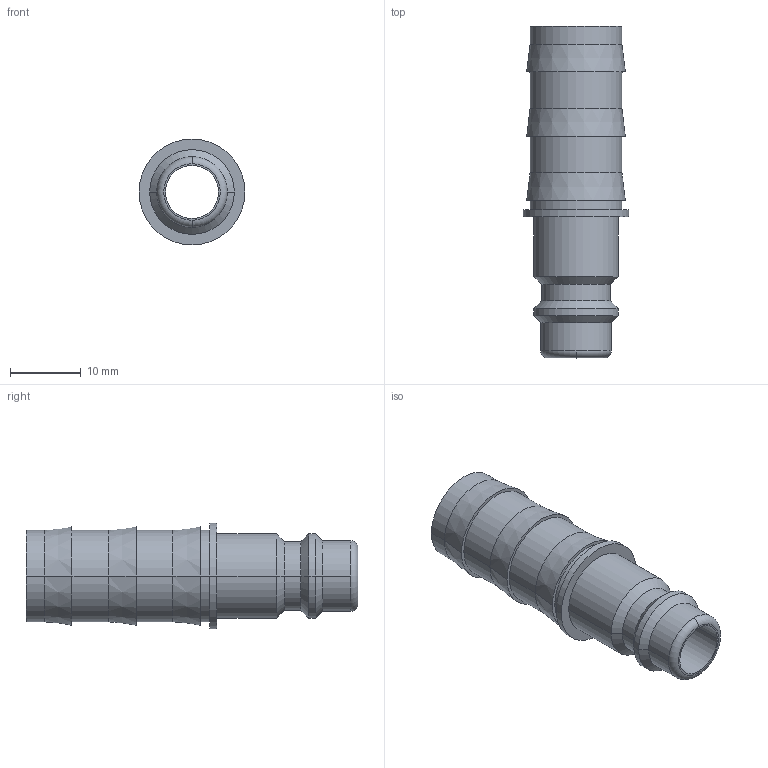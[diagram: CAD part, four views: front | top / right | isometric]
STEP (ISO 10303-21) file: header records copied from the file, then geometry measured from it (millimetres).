
FILE_DESCRIPTION(('STEP AP214'),'1');
FILE_NAME('es_13_sh.stp','2020-03-05T08:46:05',('TraceParts'),('TraceParts S.A.'),'Spatial InterOp 3D',' ',' ');
FILE_SCHEMA(('automotive_design'));
Length unit declared in the file: millimetre
Products named in the file (1): 1
Bounding box: 15 x 47 x 15 mm (x, y, z)
Volume: 3600.4 mm3; surface area: 3256.5 mm2
Topology: 1 solids, 1 shells, 41 faces, 85 edges, 51 vertices
Faces by surface type: cylinder 20, cone 12, plane 7, torus 2
Entity records: 1444 total; most frequent: DIRECTION 222, CARTESIAN_POINT 178, ORIENTED_EDGE 170, AXIS2_PLACEMENT_3D 95, EDGE_CURVE 85, CIRCLE 53, VERTEX_POINT 51, EDGE_LOOP 48
